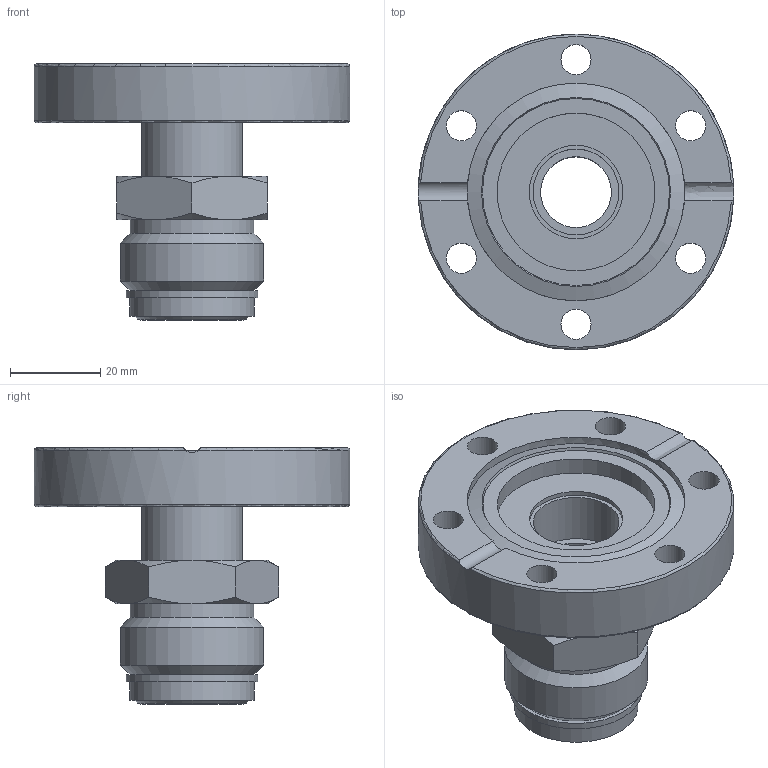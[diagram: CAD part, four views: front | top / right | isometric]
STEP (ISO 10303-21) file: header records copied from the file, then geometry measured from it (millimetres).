
FILE_DESCRIPTION((''),'2;1');
FILE_NAME('F40VCR19M-304.stp','2009-04-15T14:56:02',('hasers'),(''),'Autodesk Inventor 2008','Autodesk Inventor 2008','');
FILE_SCHEMA(('AUTOMOTIVE_DESIGN { 1 0 10303 214 1 1 1 1 }'));
Length unit declared in the file: millimetre
Products named in the file (4): F40VCR19M-304; CF-07 [Keywords [Summary]=1.4301][Company [Summary]=Vacom][Title [Summary]=F35]_11; VCR-34INCH-TU22MM; SS-12-VCR-4
Assembly tree (3 placements, depth 2):
  F40VCR19M-304
    CF-07 [Keywords [Summary]=1.4301][Company [Summary]=Vacom][Title [Summary]=F35]_11
    VCR-34INCH-TU22MM
    SS-12-VCR-4
Bounding box: 70 x 70 x 56.8 mm (x, y, z)
Volume: 58813.3 mm3; surface area: 25027 mm2
Topology: 3 solids, 3 shells, 65 faces, 144 edges, 91 vertices
Faces by surface type: cone 20, plane 19, cylinder 12, bspline 10, torus 4
Full cylindrical faces by diameter (mm): 15.7 x1, 19.05 x1, 22.4 x1, 22.606 x1, 27.432 x1, 27.5 x1, 29.2 x1, 31.75 x1, 35 x1, 48.3 x1, 70 x1
Entity records: 2037 total; most frequent: CARTESIAN_POINT 670, DIRECTION 260, ORIENTED_EDGE 210, AXIS2_PLACEMENT_3D 125, EDGE_LOOP 118, EDGE_CURVE 105, VERTEX_POINT 81, FACE_OUTER_BOUND 65
